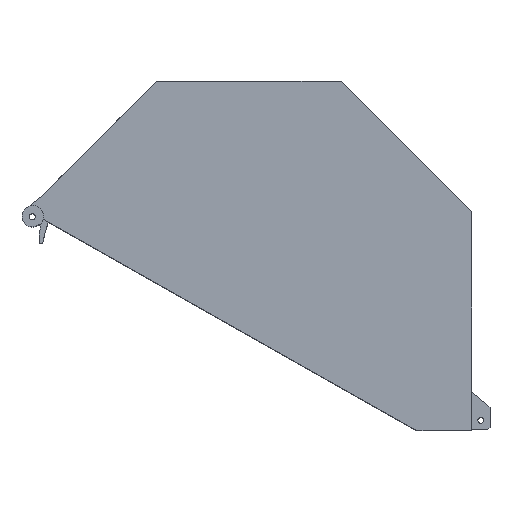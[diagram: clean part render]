
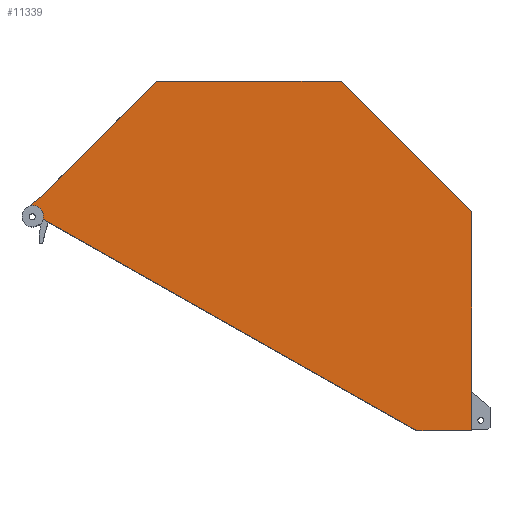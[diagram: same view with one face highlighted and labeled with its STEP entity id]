
A CAD part, top view. The second image highlights one B-rep face of the part: STEP entity #11339.
In plain terms, the highlighted planar face has unit normal (0, 0, 1).
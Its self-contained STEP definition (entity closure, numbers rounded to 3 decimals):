
#542=CIRCLE('',#12161,5.5);
#682=FACE_OUTER_BOUND('',#1409,.T.);
#1409=EDGE_LOOP('',(#7500,#7501,#7502,#7503,#7504,#7505,#7506,#7507,#7508));
#2225=LINE('',#15835,#3505);
#2226=LINE('',#15839,#3506);
#2227=LINE('',#15841,#3507);
#2228=LINE('',#15843,#3508);
#2229=LINE('',#15845,#3509);
#2230=LINE('',#15847,#3510);
#2231=LINE('',#15849,#3511);
#2232=LINE('',#15850,#3512);
#3505=VECTOR('',#12972,10.);
#3506=VECTOR('',#12975,10.);
#3507=VECTOR('',#12976,10.);
#3508=VECTOR('',#12977,10.);
#3509=VECTOR('',#12978,10.);
#3510=VECTOR('',#12979,10.);
#3511=VECTOR('',#12980,10.);
#3512=VECTOR('',#12981,10.);
#4789=VERTEX_POINT('',#15833);
#4790=VERTEX_POINT('',#15834);
#4791=VERTEX_POINT('',#15836);
#4792=VERTEX_POINT('',#15838);
#4793=VERTEX_POINT('',#15840);
#4794=VERTEX_POINT('',#15842);
#4795=VERTEX_POINT('',#15844);
#4796=VERTEX_POINT('',#15846);
#4797=VERTEX_POINT('',#15848);
#5856=EDGE_CURVE('',#4789,#4790,#2225,.T.);
#5857=EDGE_CURVE('',#4791,#4790,#542,.T.);
#5858=EDGE_CURVE('',#4792,#4791,#2226,.T.);
#5859=EDGE_CURVE('',#4793,#4792,#2227,.T.);
#5860=EDGE_CURVE('',#4794,#4793,#2228,.T.);
#5861=EDGE_CURVE('',#4795,#4794,#2229,.T.);
#5862=EDGE_CURVE('',#4796,#4795,#2230,.T.);
#5863=EDGE_CURVE('',#4797,#4796,#2231,.T.);
#5864=EDGE_CURVE('',#4789,#4797,#2232,.T.);
#7500=ORIENTED_EDGE('',*,*,#5856,.T.);
#7501=ORIENTED_EDGE('',*,*,#5857,.F.);
#7502=ORIENTED_EDGE('',*,*,#5858,.F.);
#7503=ORIENTED_EDGE('',*,*,#5859,.F.);
#7504=ORIENTED_EDGE('',*,*,#5860,.F.);
#7505=ORIENTED_EDGE('',*,*,#5861,.F.);
#7506=ORIENTED_EDGE('',*,*,#5862,.F.);
#7507=ORIENTED_EDGE('',*,*,#5863,.F.);
#7508=ORIENTED_EDGE('',*,*,#5864,.F.);
#10769=PLANE('',#12160);
#11339=ADVANCED_FACE('',(#682),#10769,.F.);
#12160=AXIS2_PLACEMENT_3D('',#15832,#12970,#12971);
#12161=AXIS2_PLACEMENT_3D('',#15837,#12973,#12974);
#12970=DIRECTION('center_axis',(0.,0.,
-1.));
#12971=DIRECTION('ref_axis',(-1.,0.,0.));
#12972=DIRECTION('',(0.402,-0.916,0.));
#12973=DIRECTION('center_axis',(0.,0.,
1.));
#12974=DIRECTION('ref_axis',(0.241,-0.97,0.));
#12975=DIRECTION('',(-0.871,0.492,0.));
#12976=DIRECTION('',(-1.,0.,0.));
#12977=DIRECTION('',(0.,-1.,0.));
#12978=DIRECTION('',(0.707,-0.707,0.));
#12979=DIRECTION('',(1.,0.,0.));
#12980=DIRECTION('',(0.707,0.707,0.));
#12981=DIRECTION('',(0.782,0.624,0.));
#15832=CARTESIAN_POINT('Origin',(0.836,132.5,97.));
#15833=CARTESIAN_POINT('',(-106.546,157.625,97.));
#15834=CARTESIAN_POINT('',(-106.34,157.154,97.));
#15835=CARTESIAN_POINT('',(-93.219,127.226,97.));
#15836=CARTESIAN_POINT('',(-100.661,150.343,97.));
#15837=CARTESIAN_POINT('Origin',(-106.,151.664,97.));
#15838=CARTESIAN_POINT('',(82.25,47.,97.));
#15839=CARTESIAN_POINT('',(82.25,47.,97.));
#15840=CARTESIAN_POINT('',(109.,47.,97.));
#15841=CARTESIAN_POINT('',(109.,47.,97.));
#15842=CARTESIAN_POINT('',(109.,154.149,97.));
#15843=CARTESIAN_POINT('',(109.,154.149,97.));
#15844=CARTESIAN_POINT('',(45.149,218.,97.));
#15845=CARTESIAN_POINT('',(45.149,218.,97.));
#15846=CARTESIAN_POINT('',(-45.149,218.,97.));
#15847=CARTESIAN_POINT('',(-45.149,218.,97.));
#15848=CARTESIAN_POINT('',(-101.485,161.664,97.));
#15849=CARTESIAN_POINT('',(-101.485,161.664,97.));
#15850=CARTESIAN_POINT('',(-107.328,157.001,97.));
